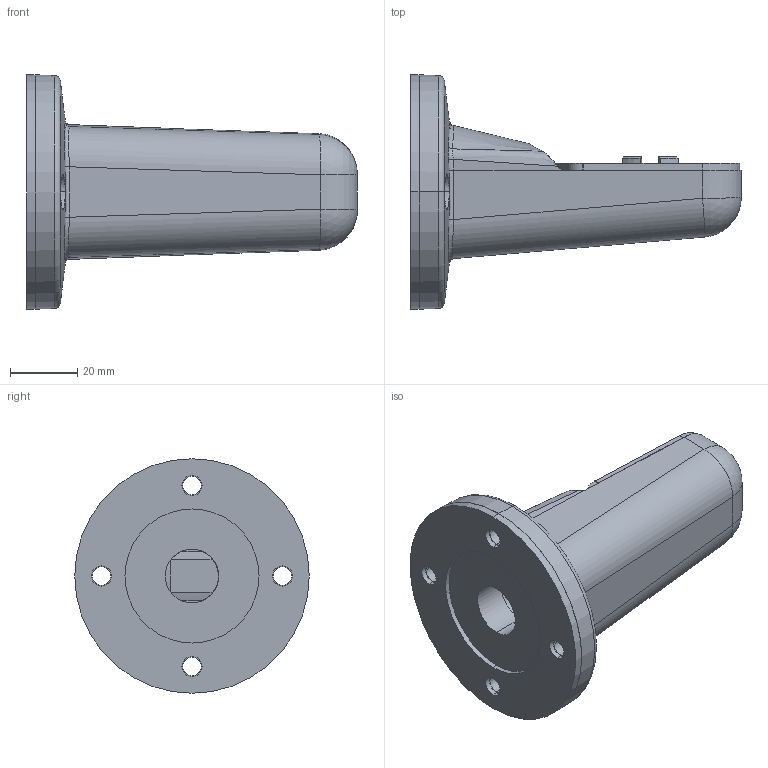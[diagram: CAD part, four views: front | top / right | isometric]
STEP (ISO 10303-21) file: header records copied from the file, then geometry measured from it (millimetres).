
FILE_DESCRIPTION(('STEP AP214'),'1');
FILE_NAME('cctmp_C8DE819D-37ED-46A6-8847-25D6D1C3725A_2023_07_24_21_24_13_0995..stp','2023-07-24T19:24:14',('SIEMENS A&D'),('CADClick - www.CADClick.com'),'Spatial InterOp 3D postprocessed',' ','unknown authorization');
FILE_SCHEMA(('AUTOMOTIVE_DESIGN'));
Length unit declared in the file: millimetre
Products named in the file (1): 2023_07_24_21_24_13_0964
Bounding box: 98.7 x 70 x 70 mm (x, y, z)
Volume: 93854 mm3; surface area: 28942 mm2
Topology: 1 solids, 5 shells, 237 faces, 612 edges, 395 vertices
Faces by surface type: plane 62, cone 60, bspline 54, cylinder 49, torus 10, sphere 2
Entity records: 12344 total; most frequent: CARTESIAN_POINT 6411, ORIENTED_EDGE 1220, DIRECTION 852, EDGE_CURVE 610, VERTEX_POINT 395, AXIS2_PLACEMENT_3D 350, B_SPLINE_CURVE_WITH_KNOTS 285, EDGE_LOOP 265
